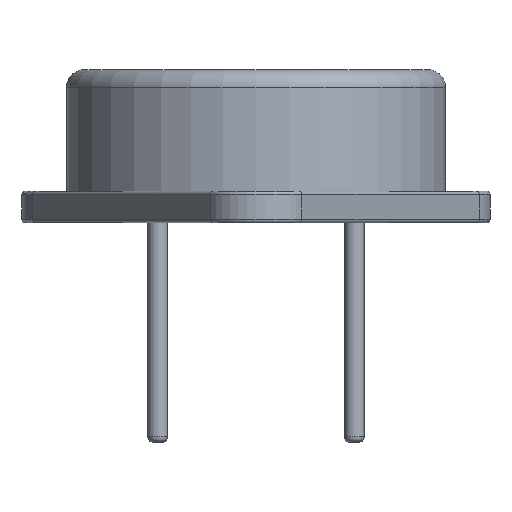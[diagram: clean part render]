
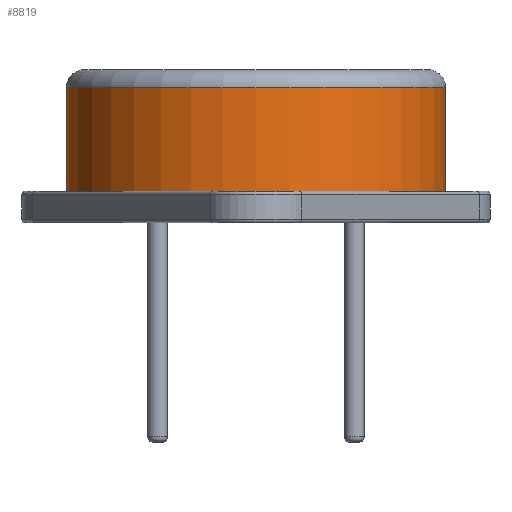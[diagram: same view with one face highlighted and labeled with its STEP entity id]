
A CAD part, front view. The second image highlights one B-rep face of the part: STEP entity #8819.
In plain terms, the highlighted cylindrical face has radius 10.54 mm (diameter 21.08 mm), a partial arc.
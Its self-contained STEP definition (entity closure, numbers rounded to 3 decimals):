
#104 = EDGE_CURVE ( 'NONE', #10289, #9866, #3407, .T. ) ;
#286 = CARTESIAN_POINT ( 'NONE',  ( 0., 0., 7.51 ) ) ;
#314 = EDGE_CURVE ( 'NONE', #6099, #9910, #4587, .T. ) ;
#424 = VECTOR ( 'NONE', #7651, 1000. ) ;
#793 = ORIENTED_EDGE ( 'NONE', *, *, #2590, .F. ) ;
#1162 = EDGE_CURVE ( 'NONE', #9866, #6099, #2728, .T. ) ;
#2303 = CARTESIAN_POINT ( 'NONE',  ( 10.54, 0., 8.51 ) ) ;
#2346 = DIRECTION ( 'NONE',  ( -1., 0., 0. ) ) ;
#2553 = DIRECTION ( 'NONE',  ( 0., 0., 1. ) ) ;
#2590 = EDGE_CURVE ( 'NONE', #10289, #9910, #5047, .T. ) ;
#2728 = LINE ( 'NONE', #5692, #424 ) ;
#3275 = FACE_OUTER_BOUND ( 'NONE', #8894, .T. ) ;
#3394 = CYLINDRICAL_SURFACE ( 'NONE', #5219, 10.54 ) ;
#3407 = CIRCLE ( 'NONE', #4609, 10.54 ) ;
#4198 = CARTESIAN_POINT ( 'NONE',  ( 10.54, 0., 1.77 ) ) ;
#4587 = CIRCLE ( 'NONE', #11283, 10.54 ) ;
#4609 = AXIS2_PLACEMENT_3D ( 'NONE', #286, #5911, #9924 ) ;
#4627 = ORIENTED_EDGE ( 'NONE', *, *, #1162, .T. ) ;
#4742 = DIRECTION ( 'NONE',  ( 1., 0., 0. ) ) ;
#4953 = CARTESIAN_POINT ( 'NONE',  ( 10.54, 0., 7.51 ) ) ;
#5047 = LINE ( 'NONE', #2303, #11739 ) ;
#5219 = AXIS2_PLACEMENT_3D ( 'NONE', #7123, #9100, #2346 ) ;
#5692 = CARTESIAN_POINT ( 'NONE',  ( -10.54, 0., 8.51 ) ) ;
#5808 = CARTESIAN_POINT ( 'NONE',  ( -10.54, 0., 1.77 ) ) ;
#5911 = DIRECTION ( 'NONE',  ( 0., 0., -1. ) ) ;
#6099 = VERTEX_POINT ( 'NONE', #5808 ) ;
#6585 = CARTESIAN_POINT ( 'NONE',  ( 0., 0., 1.77 ) ) ;
#7123 = CARTESIAN_POINT ( 'NONE',  ( 0., 0., 8.51 ) ) ;
#7651 = DIRECTION ( 'NONE',  ( 0., 0., -1. ) ) ;
#7704 = ORIENTED_EDGE ( 'NONE', *, *, #104, .T. ) ;
#8075 = CARTESIAN_POINT ( 'NONE',  ( -10.54, 0., 7.51 ) ) ;
#8819 = ADVANCED_FACE ( 'NONE', ( #3275 ), #3394, .T. ) ;
#8894 = EDGE_LOOP ( 'NONE', ( #793, #7704, #4627, #11010 ) ) ;
#9100 = DIRECTION ( 'NONE',  ( 0., 0., -1. ) ) ;
#9866 = VERTEX_POINT ( 'NONE', #8075 ) ;
#9910 = VERTEX_POINT ( 'NONE', #4198 ) ;
#9924 = DIRECTION ( 'NONE',  ( -1., 0., 0. ) ) ;
#10289 = VERTEX_POINT ( 'NONE', #4953 ) ;
#11010 = ORIENTED_EDGE ( 'NONE', *, *, #314, .T. ) ;
#11092 = DIRECTION ( 'NONE',  ( 0., 0., -1. ) ) ;
#11283 = AXIS2_PLACEMENT_3D ( 'NONE', #6585, #2553, #4742 ) ;
#11739 = VECTOR ( 'NONE', #11092, 1000. ) ;
